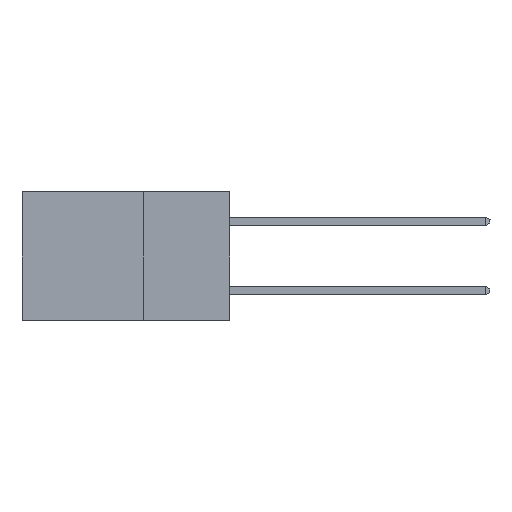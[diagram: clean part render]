
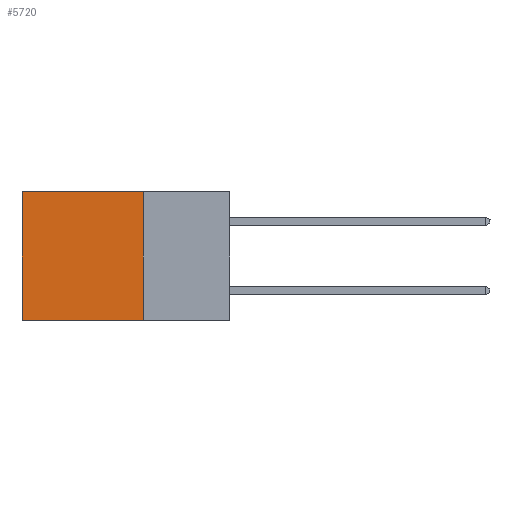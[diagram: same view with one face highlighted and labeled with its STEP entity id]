
A CAD part, left-side view. The second image highlights one B-rep face of the part: STEP entity #5720.
In plain terms, the highlighted planar face has unit normal (-1, 0, 0).
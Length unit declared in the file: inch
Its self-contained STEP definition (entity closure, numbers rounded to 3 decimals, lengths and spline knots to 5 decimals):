
#648 = CARTESIAN_POINT ( 'NONE',  ( 0.2615, 0.25, -0.37 ) ) ;
#783 = DIRECTION ( 'NONE',  ( 0., 1., 0. ) ) ;
#974 = ORIENTED_EDGE ( 'NONE', *, *, #12800, .F. ) ;
#1349 = CARTESIAN_POINT ( 'NONE',  ( 0.2615, 0.25, -0.37 ) ) ;
#1448 = PLANE ( 'NONE',  #16902 ) ;
#1524 = DIRECTION ( 'NONE',  ( 1., 0., 0. ) ) ;
#1647 = EDGE_CURVE ( 'NONE', #6987, #5268, #7138, .T. ) ;
#4502 = DIRECTION ( 'NONE',  ( 0., 0., -1. ) ) ;
#4833 = ORIENTED_EDGE ( 'NONE', *, *, #13964, .F. ) ;
#4938 = ORIENTED_EDGE ( 'NONE', *, *, #1647, .T. ) ;
#5268 = VERTEX_POINT ( 'NONE', #8229 ) ;
#5720 = ADVANCED_FACE ( 'NONE', ( #13436 ), #1448, .F. ) ;
#5889 = VERTEX_POINT ( 'NONE', #648 ) ;
#6590 = EDGE_CURVE ( 'NONE', #8067, #6987, #15492, .T. ) ;
#6685 = ORIENTED_EDGE ( 'NONE', *, *, #6590, .T. ) ;
#6987 = VERTEX_POINT ( 'NONE', #7786 ) ;
#7138 = LINE ( 'NONE', #12464, #11863 ) ;
#7474 = EDGE_LOOP ( 'NONE', ( #4938, #4833, #974, #6685 ) ) ;
#7570 = CARTESIAN_POINT ( 'NONE',  ( 0.2615, 0.25, -0.37 ) ) ;
#7786 = CARTESIAN_POINT ( 'NONE',  ( 0.2615, 0.6, 0. ) ) ;
#8013 = DIRECTION ( 'NONE',  ( 0., 0., -1. ) ) ;
#8067 = VERTEX_POINT ( 'NONE', #9386 ) ;
#8229 = CARTESIAN_POINT ( 'NONE',  ( 0.2615, 0.6, -0.37 ) ) ;
#8505 = DIRECTION ( 'NONE',  ( 0., 0., -1. ) ) ;
#8681 = CARTESIAN_POINT ( 'NONE',  ( 0.2615, 0.25, -0.37 ) ) ;
#8729 = LINE ( 'NONE', #7570, #15580 ) ;
#9386 = CARTESIAN_POINT ( 'NONE',  ( 0.2615, 0.25, 0. ) ) ;
#11677 = VECTOR ( 'NONE', #783, 39.37008 ) ;
#11863 = VECTOR ( 'NONE', #4502, 39.37008 ) ;
#12464 = CARTESIAN_POINT ( 'NONE',  ( 0.2615, 0.6, -0.37 ) ) ;
#12800 = EDGE_CURVE ( 'NONE', #8067, #5889, #15128, .T. ) ;
#12914 = VECTOR ( 'NONE', #8505, 39.37008 ) ;
#13436 = FACE_OUTER_BOUND ( 'NONE', #7474, .T. ) ;
#13964 = EDGE_CURVE ( 'NONE', #5889, #5268, #8729, .T. ) ;
#14291 = DIRECTION ( 'NONE',  ( 0., 1., 0. ) ) ;
#15128 = LINE ( 'NONE', #8681, #12914 ) ;
#15492 = LINE ( 'NONE', #17147, #11677 ) ;
#15580 = VECTOR ( 'NONE', #14291, 39.37008 ) ;
#16902 = AXIS2_PLACEMENT_3D ( 'NONE', #1349, #1524, #8013 ) ;
#17147 = CARTESIAN_POINT ( 'NONE',  ( 0.2615, 0.25, 0. ) ) ;
